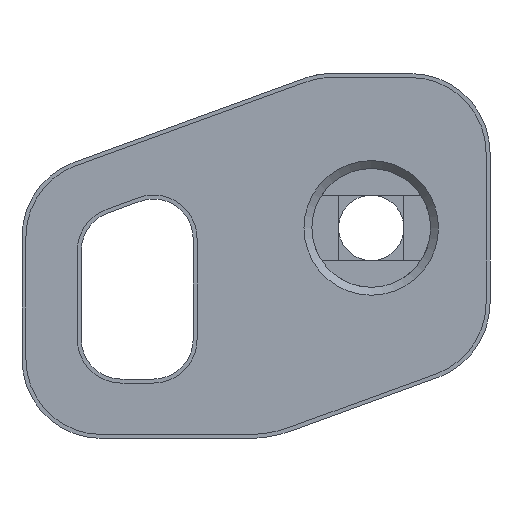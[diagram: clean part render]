
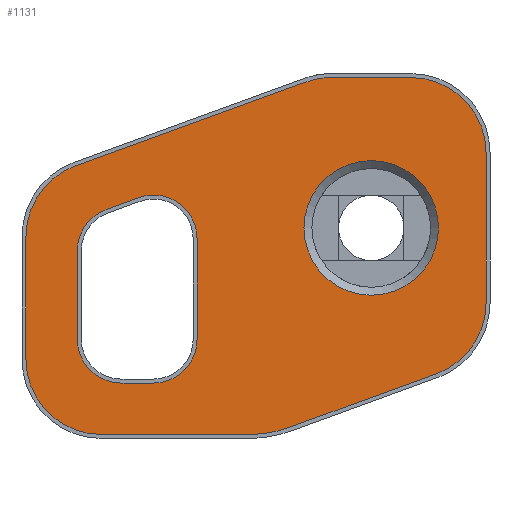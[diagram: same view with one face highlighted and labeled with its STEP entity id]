
A CAD part, left-side view. The second image highlights one B-rep face of the part: STEP entity #1131.
In plain terms, the highlighted planar face has unit normal (-1, 0, 0).
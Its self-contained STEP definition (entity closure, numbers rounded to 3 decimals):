
#41=FACE_BOUND('',#114,.T.);
#42=FACE_BOUND('',#115,.T.);
#49=FACE_OUTER_BOUND('',#113,.T.);
#113=EDGE_LOOP('',(#772,#773,#774,#775,#776,#777,#778,#779,#780,#781,#782,
#783));
#114=EDGE_LOOP('',(#784,#785,#786,#787,#788,#789,#790,#791));
#115=EDGE_LOOP('',(#792));
#188=LINE('',#1730,#303);
#189=LINE('',#1734,#304);
#190=LINE('',#1738,#305);
#191=LINE('',#1742,#306);
#192=LINE('',#1746,#307);
#193=LINE('',#1749,#308);
#194=LINE('',#1752,#309);
#195=LINE('',#1756,#310);
#196=LINE('',#1760,#311);
#197=LINE('',#1764,#312);
#303=VECTOR('',#1370,10.);
#304=VECTOR('',#1373,10.);
#305=VECTOR('',#1376,10.);
#306=VECTOR('',#1379,10.);
#307=VECTOR('',#1382,10.);
#308=VECTOR('',#1385,10.);
#309=VECTOR('',#1386,10.);
#310=VECTOR('',#1389,10.);
#311=VECTOR('',#1392,10.);
#312=VECTOR('',#1395,10.);
#413=CIRCLE('',#1212,3.4);
#420=CIRCLE('',#1221,3.8);
#421=CIRCLE('',#1222,3.8);
#422=CIRCLE('',#1223,3.8);
#423=CIRCLE('',#1224,5.8);
#424=CIRCLE('',#1225,3.8);
#425=CIRCLE('',#1226,3.8);
#426=CIRCLE('',#1227,2.2);
#427=CIRCLE('',#1228,2.2);
#428=CIRCLE('',#1229,2.2);
#429=CIRCLE('',#1230,2.2);
#473=VERTEX_POINT('',#1700);
#484=VERTEX_POINT('',#1726);
#485=VERTEX_POINT('',#1727);
#486=VERTEX_POINT('',#1729);
#487=VERTEX_POINT('',#1731);
#488=VERTEX_POINT('',#1733);
#489=VERTEX_POINT('',#1735);
#490=VERTEX_POINT('',#1737);
#491=VERTEX_POINT('',#1739);
#492=VERTEX_POINT('',#1741);
#493=VERTEX_POINT('',#1743);
#494=VERTEX_POINT('',#1745);
#495=VERTEX_POINT('',#1747);
#496=VERTEX_POINT('',#1750);
#497=VERTEX_POINT('',#1751);
#498=VERTEX_POINT('',#1753);
#499=VERTEX_POINT('',#1755);
#500=VERTEX_POINT('',#1757);
#501=VERTEX_POINT('',#1759);
#502=VERTEX_POINT('',#1761);
#503=VERTEX_POINT('',#1763);
#585=EDGE_CURVE('',#473,#473,#413,.T.);
#598=EDGE_CURVE('',#484,#485,#420,.T.);
#599=EDGE_CURVE('',#485,#486,#188,.T.);
#600=EDGE_CURVE('',#486,#487,#421,.T.);
#601=EDGE_CURVE('',#487,#488,#189,.T.);
#602=EDGE_CURVE('',#488,#489,#422,.T.);
#603=EDGE_CURVE('',#489,#490,#190,.T.);
#604=EDGE_CURVE('',#490,#491,#423,.T.);
#605=EDGE_CURVE('',#491,#492,#191,.T.);
#606=EDGE_CURVE('',#492,#493,#424,.T.);
#607=EDGE_CURVE('',#493,#494,#192,.T.);
#608=EDGE_CURVE('',#494,#495,#425,.T.);
#609=EDGE_CURVE('',#495,#484,#193,.T.);
#610=EDGE_CURVE('',#496,#497,#194,.T.);
#611=EDGE_CURVE('',#497,#498,#426,.T.);
#612=EDGE_CURVE('',#498,#499,#195,.T.);
#613=EDGE_CURVE('',#499,#500,#427,.T.);
#614=EDGE_CURVE('',#500,#501,#196,.T.);
#615=EDGE_CURVE('',#501,#502,#428,.T.);
#616=EDGE_CURVE('',#502,#503,#197,.T.);
#617=EDGE_CURVE('',#503,#496,#429,.T.);
#772=ORIENTED_EDGE('',*,*,#598,.T.);
#773=ORIENTED_EDGE('',*,*,#599,.T.);
#774=ORIENTED_EDGE('',*,*,#600,.T.);
#775=ORIENTED_EDGE('',*,*,#601,.T.);
#776=ORIENTED_EDGE('',*,*,#602,.T.);
#777=ORIENTED_EDGE('',*,*,#603,.T.);
#778=ORIENTED_EDGE('',*,*,#604,.T.);
#779=ORIENTED_EDGE('',*,*,#605,.T.);
#780=ORIENTED_EDGE('',*,*,#606,.T.);
#781=ORIENTED_EDGE('',*,*,#607,.T.);
#782=ORIENTED_EDGE('',*,*,#608,.T.);
#783=ORIENTED_EDGE('',*,*,#609,.T.);
#784=ORIENTED_EDGE('',*,*,#610,.T.);
#785=ORIENTED_EDGE('',*,*,#611,.T.);
#786=ORIENTED_EDGE('',*,*,#612,.T.);
#787=ORIENTED_EDGE('',*,*,#613,.T.);
#788=ORIENTED_EDGE('',*,*,#614,.T.);
#789=ORIENTED_EDGE('',*,*,#615,.T.);
#790=ORIENTED_EDGE('',*,*,#616,.T.);
#791=ORIENTED_EDGE('',*,*,#617,.T.);
#792=ORIENTED_EDGE('',*,*,#585,.F.);
#1090=PLANE('',#1220);
#1131=ADVANCED_FACE('',(#49,#41,#42),#1090,.T.);
#1212=AXIS2_PLACEMENT_3D('',#1701,#1344,#1345);
#1220=AXIS2_PLACEMENT_3D('',#1725,#1366,#1367);
#1221=AXIS2_PLACEMENT_3D('',#1728,#1368,#1369);
#1222=AXIS2_PLACEMENT_3D('',#1732,#1371,#1372);
#1223=AXIS2_PLACEMENT_3D('',#1736,#1374,#1375);
#1224=AXIS2_PLACEMENT_3D('',#1740,#1377,#1378);
#1225=AXIS2_PLACEMENT_3D('',#1744,#1380,#1381);
#1226=AXIS2_PLACEMENT_3D('',#1748,#1383,#1384);
#1227=AXIS2_PLACEMENT_3D('',#1754,#1387,#1388);
#1228=AXIS2_PLACEMENT_3D('',#1758,#1390,#1391);
#1229=AXIS2_PLACEMENT_3D('',#1762,#1393,#1394);
#1230=AXIS2_PLACEMENT_3D('',#1765,#1396,#1397);
#1344=DIRECTION('center_axis',(-1.,0.,0.));
#1345=DIRECTION('ref_axis',(0.,-1.,0.));
#1366=DIRECTION('center_axis',(-1.,0.,0.));
#1367=DIRECTION('ref_axis',(0.,-1.,0.));
#1368=DIRECTION('center_axis',(-1.,0.,0.));
#1369=DIRECTION('ref_axis',(0.,0.,
1.));
#1370=DIRECTION('',(0.,0.94,-0.342));
#1371=DIRECTION('center_axis',(-1.,0.,0.));
#1372=DIRECTION('ref_axis',(0.,0.342,0.94));
#1373=DIRECTION('',(0.,0.,-1.));
#1374=DIRECTION('center_axis',(-1.,0.,0.));
#1375=DIRECTION('ref_axis',(0.,1.,0.));
#1376=DIRECTION('',(0.,-1.,0.));
#1377=DIRECTION('center_axis',(-1.,0.,0.));
#1378=DIRECTION('ref_axis',(0.,0.,-1.));
#1379=DIRECTION('',(0.,-0.94,0.342));
#1380=DIRECTION('center_axis',(-1.,0.,0.));
#1381=DIRECTION('ref_axis',(0.,-0.342,-0.94));
#1382=DIRECTION('',(0.,0.,1.));
#1383=DIRECTION('center_axis',(-1.,0.,0.));
#1384=DIRECTION('ref_axis',(0.,-1.,0.));
#1385=DIRECTION('',(0.,1.,0.));
#1386=DIRECTION('',(0.,-0.94,0.342));
#1387=DIRECTION('center_axis',(1.,0.,0.));
#1388=DIRECTION('ref_axis',(0.,-1.,0.));
#1389=DIRECTION('',(0.,0.,-1.));
#1390=DIRECTION('center_axis',(1.,0.,0.));
#1391=DIRECTION('ref_axis',(0.,0.,-1.));
#1392=DIRECTION('',(0.,1.,0.));
#1393=DIRECTION('center_axis',(1.,0.,0.));
#1394=DIRECTION('ref_axis',(0.,1.,0.));
#1395=DIRECTION('',(0.,0.,1.));
#1396=DIRECTION('center_axis',(1.,0.,0.));
#1397=DIRECTION('ref_axis',(0.,0.342,0.94));
#1700=CARTESIAN_POINT('',(-19.8,-29.8,-7.027));
#1701=CARTESIAN_POINT('Origin',(-19.8,-33.2,-7.027));
#1725=CARTESIAN_POINT('Origin',(-19.8,-33.2,-7.027));
#1726=CARTESIAN_POINT('',(-19.8,-31.2,0.573));
#1727=CARTESIAN_POINT('',(-19.8,-29.9,0.344));
#1728=CARTESIAN_POINT('Origin',(-19.8,-31.2,-3.227));
#1729=CARTESIAN_POINT('',(-19.8,-18.254,-3.895));
#1730=CARTESIAN_POINT('',(-19.8,-30.173,0.443));
#1731=CARTESIAN_POINT('',(-19.8,-15.753,-7.466));
#1732=CARTESIAN_POINT('Origin',(-19.8,-19.553,-7.466));
#1733=CARTESIAN_POINT('',(-19.8,-15.753,-13.666));
#1734=CARTESIAN_POINT('',(-19.8,-15.753,-7.247));
#1735=CARTESIAN_POINT('',(-19.8,-19.553,-17.466));
#1736=CARTESIAN_POINT('Origin',(-19.8,-19.553,-13.666));
#1737=CARTESIAN_POINT('',(-19.8,-27.048,-17.466));
#1738=CARTESIAN_POINT('',(-19.8,-26.377,-17.466));
#1739=CARTESIAN_POINT('',(-19.8,-29.032,-17.116));
#1740=CARTESIAN_POINT('Origin',(-19.8,-27.048,-11.666));
#1741=CARTESIAN_POINT('',(-19.8,-36.5,-14.398));
#1742=CARTESIAN_POINT('',(-19.8,-32.493,-15.856));
#1743=CARTESIAN_POINT('',(-19.8,-39.,-10.827));
#1744=CARTESIAN_POINT('Origin',(-19.8,-35.2,-10.827));
#1745=CARTESIAN_POINT('',(-19.8,-39.,-3.227));
#1746=CARTESIAN_POINT('',(-19.8,-39.,-8.927));
#1747=CARTESIAN_POINT('',(-19.8,-35.2,0.573));
#1748=CARTESIAN_POINT('Origin',(-19.8,-35.2,-3.227));
#1749=CARTESIAN_POINT('',(-19.8,-34.2,0.573));
#1750=CARTESIAN_POINT('',(-19.8,-19.801,-6.099));
#1751=CARTESIAN_POINT('',(-19.8,-21.448,-5.5));
#1752=CARTESIAN_POINT('',(-19.8,-25.568,-4.));
#1753=CARTESIAN_POINT('',(-19.8,-24.4,-7.567));
#1754=CARTESIAN_POINT('Origin',(-19.8,-22.2,-7.567));
#1755=CARTESIAN_POINT('',(-19.8,-24.4,-12.666));
#1756=CARTESIAN_POINT('',(-19.8,-24.4,-7.297));
#1757=CARTESIAN_POINT('',(-19.8,-22.2,-14.866));
#1758=CARTESIAN_POINT('Origin',(-19.8,-22.2,-12.666));
#1759=CARTESIAN_POINT('',(-19.8,-20.553,-14.866));
#1760=CARTESIAN_POINT('',(-19.8,-27.7,-14.866));
#1761=CARTESIAN_POINT('',(-19.8,-18.353,-12.666));
#1762=CARTESIAN_POINT('Origin',(-19.8,-20.553,-12.666));
#1763=CARTESIAN_POINT('',(-19.8,-18.353,-8.166));
#1764=CARTESIAN_POINT('',(-19.8,-18.353,-9.846));
#1765=CARTESIAN_POINT('Origin',(-19.8,-20.553,-8.166));
